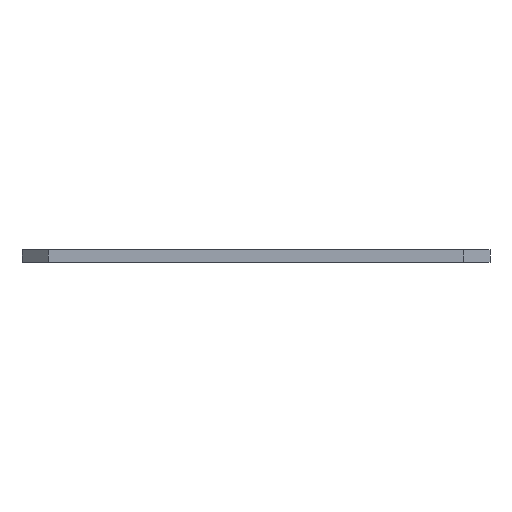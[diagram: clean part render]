
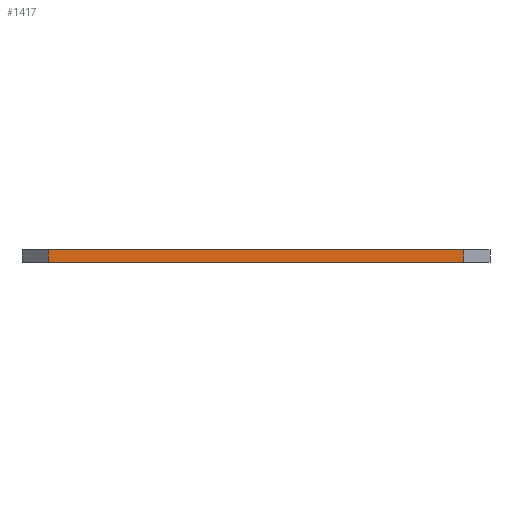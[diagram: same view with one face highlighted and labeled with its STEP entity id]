
A CAD part, front view. The second image highlights one B-rep face of the part: STEP entity #1417.
In plain terms, the highlighted planar face has unit normal (0, -1, 0).
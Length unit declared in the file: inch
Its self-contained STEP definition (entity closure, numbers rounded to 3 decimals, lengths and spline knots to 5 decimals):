
#45 = DIRECTION ( 'NONE',  ( 0., 0., -1. ) ) ;
#268 = VERTEX_POINT ( 'NONE', #580 ) ;
#302 = FACE_OUTER_BOUND ( 'NONE', #2911, .T. ) ;
#330 = DIRECTION ( 'NONE',  ( 0., -1., 0. ) ) ;
#349 = CARTESIAN_POINT ( 'NONE',  ( 1.99, -1., 0.05906 ) ) ;
#379 = CARTESIAN_POINT ( 'NONE',  ( 0., -1., -0.05906 ) ) ;
#382 = DIRECTION ( 'NONE',  ( 1., 0., 0. ) ) ;
#503 = EDGE_CURVE ( 'NONE', #2660, #1183, #2661, .T. ) ;
#580 = CARTESIAN_POINT ( 'NONE',  ( 1.99, -1., 0.05906 ) ) ;
#614 = ORIENTED_EDGE ( 'NONE', *, *, #503, .F. ) ;
#694 = EDGE_CURVE ( 'NONE', #268, #2220, #2905, .T. ) ;
#1056 = LINE ( 'NONE', #349, #2793 ) ;
#1131 = EDGE_CURVE ( 'NONE', #2220, #1183, #2569, .T. ) ;
#1146 = ORIENTED_EDGE ( 'NONE', *, *, #1262, .T. ) ;
#1183 = VERTEX_POINT ( 'NONE', #1949 ) ;
#1262 = EDGE_CURVE ( 'NONE', #2660, #268, #1056, .T. ) ;
#1373 = DIRECTION ( 'NONE',  ( 0., 0., 1. ) ) ;
#1379 = CARTESIAN_POINT ( 'NONE',  ( -1.99, -1., 0.05906 ) ) ;
#1417 = ADVANCED_FACE ( 'NONE', ( #302 ), #3115, .T. ) ;
#1516 = VECTOR ( 'NONE', #2413, 39.37008 ) ;
#1607 = CARTESIAN_POINT ( 'NONE',  ( 0., -1., 0.05906 ) ) ;
#1648 = DIRECTION ( 'NONE',  ( -1., 0., 0. ) ) ;
#1949 = CARTESIAN_POINT ( 'NONE',  ( -1.99, -1., -0.05906 ) ) ;
#1951 = VECTOR ( 'NONE', #45, 39.37008 ) ;
#2148 = CARTESIAN_POINT ( 'NONE',  ( 0., -1., 0.05906 ) ) ;
#2220 = VERTEX_POINT ( 'NONE', #1379 ) ;
#2325 = CARTESIAN_POINT ( 'NONE',  ( -1.99, -1., -0.05906 ) ) ;
#2350 = CARTESIAN_POINT ( 'NONE',  ( 1.99, -1., -0.05906 ) ) ;
#2413 = DIRECTION ( 'NONE',  ( -1., 0., 0. ) ) ;
#2569 = LINE ( 'NONE', #2325, #1951 ) ;
#2660 = VERTEX_POINT ( 'NONE', #2350 ) ;
#2661 = LINE ( 'NONE', #379, #1516 ) ;
#2690 = AXIS2_PLACEMENT_3D ( 'NONE', #1607, #330, #382 ) ;
#2790 = VECTOR ( 'NONE', #1648, 39.37008 ) ;
#2793 = VECTOR ( 'NONE', #1373, 39.37008 ) ;
#2905 = LINE ( 'NONE', #2148, #2790 ) ;
#2911 = EDGE_LOOP ( 'NONE', ( #614, #1146, #3258, #3025 ) ) ;
#3025 = ORIENTED_EDGE ( 'NONE', *, *, #1131, .T. ) ;
#3115 = PLANE ( 'NONE',  #2690 ) ;
#3258 = ORIENTED_EDGE ( 'NONE', *, *, #694, .T. ) ;
